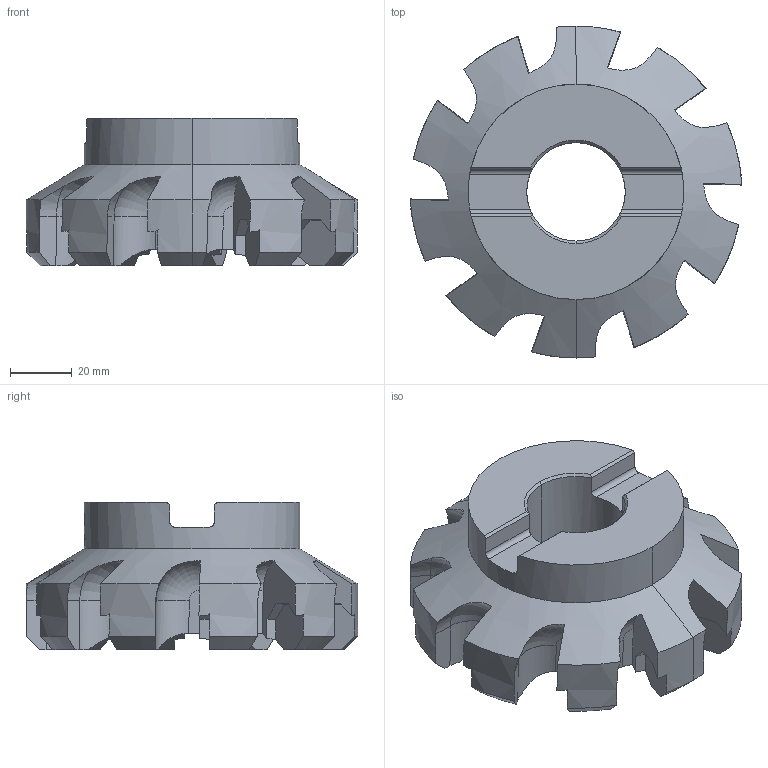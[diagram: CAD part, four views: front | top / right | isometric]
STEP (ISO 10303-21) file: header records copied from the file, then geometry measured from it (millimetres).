
FILE_DESCRIPTION(('no description'),'unknown implementation level');
FILE_NAME('solidS2K68dNIiNqxhXfRA9XqTsxgCXo_1.STP',' ',('CIM GmbH Aachen'),('CADClick - KiM GmbH - www.kimweb.de'),'unknown preprocess','ACIS','unknown authorization');
FILE_SCHEMA(('automotive_design'));
Length unit declared in the file: millimetre
Products named in the file (1): 1
Bounding box: 107.7 x 107.79 x 47.78 mm (x, y, z)
Volume: 173624.8 mm3; surface area: 36136.4 mm2
Topology: 1 solids, 1 shells, 188 faces, 537 edges, 350 vertices
Faces by surface type: plane 108, cylinder 50, cone 20, torus 10
Entity records: 13079 total; most frequent: CARTESIAN_POINT 2319, STYLED_ITEM 1076, PRESENTATION_STYLE_ASSIGNMENT 1076, COLOUR_RGB 1076, ORIENTED_EDGE 1074, DIRECTION 997, EDGE_CURVE 537, CURVE_STYLE 537
